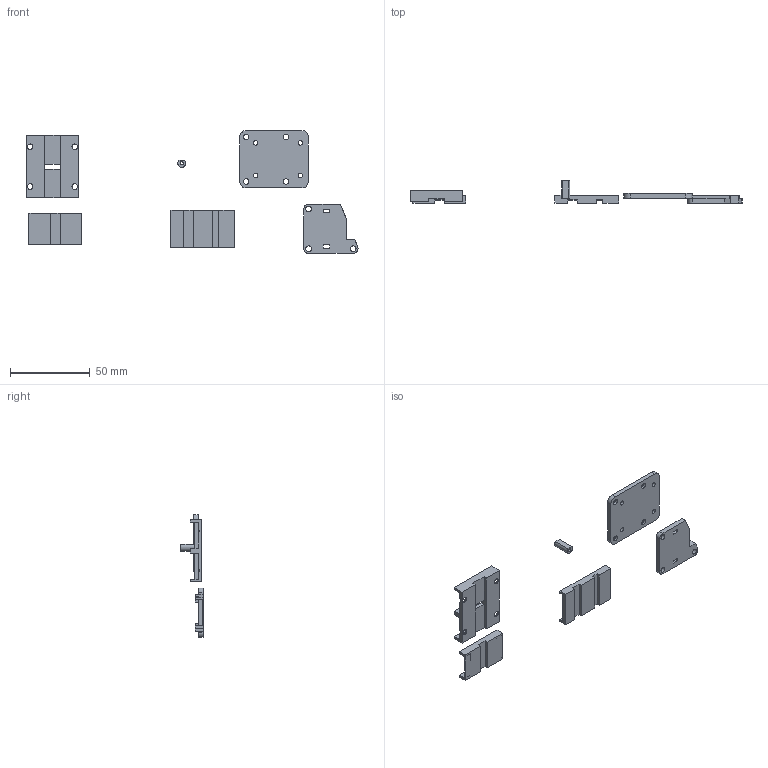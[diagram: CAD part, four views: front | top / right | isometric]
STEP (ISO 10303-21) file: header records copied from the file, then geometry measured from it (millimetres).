
FILE_DESCRIPTION(/* description */ (''),/* implementation_level */ '2;1');
FILE_NAME(/* name */ 'Platinenhalter.step',/* time_stamp */ '2022-01-28T11:56:08+01:00',/* author */ (''),/* organization */ (''),/* preprocessor_version */ 'ST-DEVELOPER v18.1',/* originating_system */ 'Autodesk Translation Framework v10.13.0.1454',/* authorisation */ '');
FILE_SCHEMA (('AUTOMOTIVE_DESIGN { 1 0 10303 214 3 1 1 }'));
Length unit declared in the file: millimetre
Products named in the file (1): Platinenhalter
Bounding box: 208.38 x 14 x 77.18 mm (x, y, z)
Volume: 14986.9 mm3; surface area: 15151.5 mm2
Topology: 6 solids, 6 shells, 142 faces, 390 edges, 255 vertices
Faces by surface type: plane 110, cylinder 24, cone 8
Full cylindrical faces by diameter (mm): 2 x1, 2.8 x4, 3.5 x11
Entity records: 4550 total; most frequent: CARTESIAN_POINT 800, ORIENTED_EDGE 780, DIRECTION 728, EDGE_CURVE 390, LINE 326, VECTOR 326, VERTEX_POINT 255, AXIS2_PLACEMENT_3D 201
